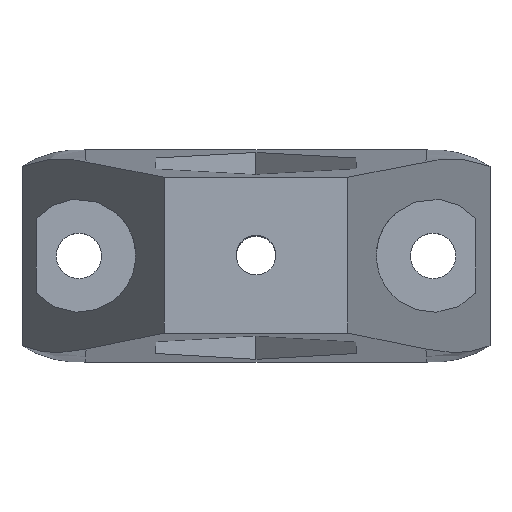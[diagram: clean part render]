
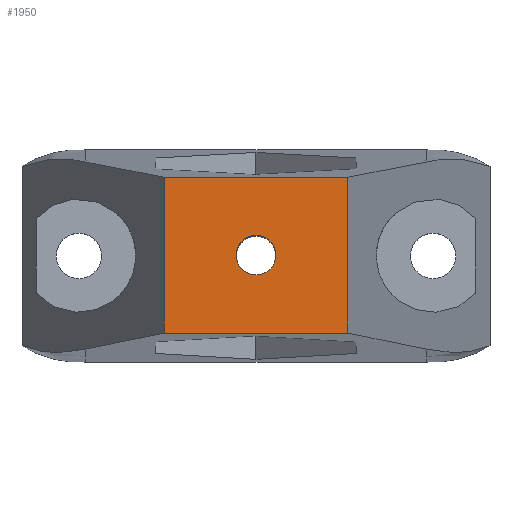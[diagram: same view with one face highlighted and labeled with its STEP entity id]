
A CAD part, top view. The second image highlights one B-rep face of the part: STEP entity #1950.
In plain terms, the highlighted planar face has unit normal (0, 0, 1).
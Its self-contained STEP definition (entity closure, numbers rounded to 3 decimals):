
#116 = PLANE('',#117);
#117 = AXIS2_PLACEMENT_3D('',#118,#119,#120);
#118 = CARTESIAN_POINT('',(0.,-6.595,
    15.834));
#119 = DIRECTION('',(0.,0.998,
    -0.057));
#120 = DIRECTION('',(0.,0.057,0.998));
#206 = PLANE('',#207);
#207 = AXIS2_PLACEMENT_3D('',#208,#209,#210);
#208 = CARTESIAN_POINT('',(17.465,-8.,-3.308));
#209 = DIRECTION('',(-0.961,-0.,-0.276));
#210 = DIRECTION('',(0.276,0.,-0.961));
#341 = PLANE('',#342);
#342 = AXIS2_PLACEMENT_3D('',#343,#344,#345);
#343 = CARTESIAN_POINT('',(-17.465,-8.,-3.308));
#344 = DIRECTION('',(0.961,0.,-0.276));
#345 = DIRECTION('',(0.276,0.,0.961));
#427 = PLANE('',#428);
#428 = AXIS2_PLACEMENT_3D('',#429,#430,#431);
#429 = CARTESIAN_POINT('',(0.,6.595,
    15.834));
#430 = DIRECTION('',(0.,0.998,
    0.057));
#431 = DIRECTION('',(0.,-0.057,
    0.998));
#603 = VERTEX_POINT('',#604);
#604 = CARTESIAN_POINT('',(-6.48,-5.5,35.));
#624 = EDGE_CURVE('',#625,#603,#627,.T.);
#625 = VERTEX_POINT('',#626);
#626 = CARTESIAN_POINT('',(6.48,-5.5,35.));
#627 = SURFACE_CURVE('',#628,(#632,#639),.PCURVE_S1.);
#628 = LINE('',#629,#630);
#629 = CARTESIAN_POINT('',(12.,-5.5,35.));
#630 = VECTOR('',#631,1.);
#631 = DIRECTION('',(-1.,0.,0.));
#632 = PCURVE('',#116,#633);
#633 = DEFINITIONAL_REPRESENTATION('',(#634),#638);
#634 = LINE('',#635,#636);
#635 = CARTESIAN_POINT('',(19.197,12.));
#636 = VECTOR('',#637,1.);
#637 = DIRECTION('',(0.,-1.));
#638 = ( GEOMETRIC_REPRESENTATION_CONTEXT(2) 
PARAMETRIC_REPRESENTATION_CONTEXT() REPRESENTATION_CONTEXT('2D SPACE',''
  ) );
#639 = PCURVE('',#640,#645);
#640 = PLANE('',#641);
#641 = AXIS2_PLACEMENT_3D('',#642,#643,#644);
#642 = CARTESIAN_POINT('',(6.48,5.5,35.));
#643 = DIRECTION('',(0.,0.,-1.));
#644 = DIRECTION('',(-1.,0.,0.));
#645 = DEFINITIONAL_REPRESENTATION('',(#646),#650);
#646 = LINE('',#647,#648);
#647 = CARTESIAN_POINT('',(-5.52,-11.));
#648 = VECTOR('',#649,1.);
#649 = DIRECTION('',(1.,0.));
#650 = ( GEOMETRIC_REPRESENTATION_CONTEXT(2) 
PARAMETRIC_REPRESENTATION_CONTEXT() REPRESENTATION_CONTEXT('2D SPACE',''
  ) );
#1017 = VERTEX_POINT('',#1018);
#1018 = CARTESIAN_POINT('',(-6.48,5.5,35.));
#1038 = EDGE_CURVE('',#1017,#1039,#1041,.T.);
#1039 = VERTEX_POINT('',#1040);
#1040 = CARTESIAN_POINT('',(6.48,5.5,35.));
#1041 = SURFACE_CURVE('',#1042,(#1046,#1053),.PCURVE_S1.);
#1042 = LINE('',#1043,#1044);
#1043 = CARTESIAN_POINT('',(-12.,5.5,35.));
#1044 = VECTOR('',#1045,1.);
#1045 = DIRECTION('',(1.,0.,0.));
#1046 = PCURVE('',#427,#1047);
#1047 = DEFINITIONAL_REPRESENTATION('',(#1048),#1052);
#1048 = LINE('',#1049,#1050);
#1049 = CARTESIAN_POINT('',(19.197,-12.));
#1050 = VECTOR('',#1051,1.);
#1051 = DIRECTION('',(0.,1.));
#1052 = ( GEOMETRIC_REPRESENTATION_CONTEXT(2) 
PARAMETRIC_REPRESENTATION_CONTEXT() REPRESENTATION_CONTEXT('2D SPACE',''
  ) );
#1053 = PCURVE('',#640,#1054);
#1054 = DEFINITIONAL_REPRESENTATION('',(#1055),#1059);
#1055 = LINE('',#1056,#1057);
#1056 = CARTESIAN_POINT('',(18.48,0.));
#1057 = VECTOR('',#1058,1.);
#1058 = DIRECTION('',(-1.,0.));
#1059 = ( GEOMETRIC_REPRESENTATION_CONTEXT(2) 
PARAMETRIC_REPRESENTATION_CONTEXT() REPRESENTATION_CONTEXT('2D SPACE',''
  ) );
#1319 = EDGE_CURVE('',#625,#1039,#1320,.T.);
#1320 = SURFACE_CURVE('',#1321,(#1325,#1332),.PCURVE_S1.);
#1321 = LINE('',#1322,#1323);
#1322 = CARTESIAN_POINT('',(6.48,-1.25,35.));
#1323 = VECTOR('',#1324,1.);
#1324 = DIRECTION('',(0.,1.,0.));
#1325 = PCURVE('',#206,#1326);
#1326 = DEFINITIONAL_REPRESENTATION('',(#1327),#1331);
#1327 = LINE('',#1328,#1329);
#1328 = CARTESIAN_POINT('',(-39.851,-6.75));
#1329 = VECTOR('',#1330,1.);
#1330 = DIRECTION('',(-0.,-1.));
#1331 = ( GEOMETRIC_REPRESENTATION_CONTEXT(2) 
PARAMETRIC_REPRESENTATION_CONTEXT() REPRESENTATION_CONTEXT('2D SPACE',''
  ) );
#1332 = PCURVE('',#640,#1333);
#1333 = DEFINITIONAL_REPRESENTATION('',(#1334),#1338);
#1334 = LINE('',#1335,#1336);
#1335 = CARTESIAN_POINT('',(0.,-6.75));
#1336 = VECTOR('',#1337,1.);
#1337 = DIRECTION('',(0.,1.));
#1338 = ( GEOMETRIC_REPRESENTATION_CONTEXT(2) 
PARAMETRIC_REPRESENTATION_CONTEXT() REPRESENTATION_CONTEXT('2D SPACE',''
  ) );
#1544 = EDGE_CURVE('',#603,#1017,#1545,.T.);
#1545 = SURFACE_CURVE('',#1546,(#1550,#1556),.PCURVE_S1.);
#1546 = LINE('',#1547,#1548);
#1547 = CARTESIAN_POINT('',(-6.48,-1.25,35.));
#1548 = VECTOR('',#1549,1.);
#1549 = DIRECTION('',(0.,1.,0.));
#1550 = PCURVE('',#341,#1551);
#1551 = DEFINITIONAL_REPRESENTATION('',(#1552),#1555);
#1552 = B_SPLINE_CURVE_WITH_KNOTS('',1,(#1553,#1554),.UNSPECIFIED.,.F.,
  .F.,(2,2),(-5.41,7.91),.PIECEWISE_BEZIER_KNOTS.);
#1553 = CARTESIAN_POINT('',(39.851,-1.34));
#1554 = CARTESIAN_POINT('',(39.851,-14.66));
#1555 = ( GEOMETRIC_REPRESENTATION_CONTEXT(2) 
PARAMETRIC_REPRESENTATION_CONTEXT() REPRESENTATION_CONTEXT('2D SPACE',''
  ) );
#1556 = PCURVE('',#640,#1557);
#1557 = DEFINITIONAL_REPRESENTATION('',(#1558),#1562);
#1558 = LINE('',#1559,#1560);
#1559 = CARTESIAN_POINT('',(12.961,-6.75));
#1560 = VECTOR('',#1561,1.);
#1561 = DIRECTION('',(0.,1.));
#1562 = ( GEOMETRIC_REPRESENTATION_CONTEXT(2) 
PARAMETRIC_REPRESENTATION_CONTEXT() REPRESENTATION_CONTEXT('2D SPACE',''
  ) );
#1950 = ADVANCED_FACE('',(#1951,#1957),#640,.F.);
#1951 = FACE_BOUND('',#1952,.F.);
#1952 = EDGE_LOOP('',(#1953,#1954,#1955,#1956));
#1953 = ORIENTED_EDGE('',*,*,#1038,.T.);
#1954 = ORIENTED_EDGE('',*,*,#1319,.F.);
#1955 = ORIENTED_EDGE('',*,*,#624,.T.);
#1956 = ORIENTED_EDGE('',*,*,#1544,.T.);
#1957 = FACE_BOUND('',#1958,.F.);
#1958 = EDGE_LOOP('',(#1959));
#1959 = ORIENTED_EDGE('',*,*,#1960,.T.);
#1960 = EDGE_CURVE('',#1961,#1961,#1963,.T.);
#1961 = VERTEX_POINT('',#1962);
#1962 = CARTESIAN_POINT('',(1.4,0.,35.));
#1963 = SURFACE_CURVE('',#1964,(#1969,#1980),.PCURVE_S1.);
#1964 = CIRCLE('',#1965,1.4);
#1965 = AXIS2_PLACEMENT_3D('',#1966,#1967,#1968);
#1966 = CARTESIAN_POINT('',(0.,0.,35.));
#1967 = DIRECTION('',(0.,0.,1.));
#1968 = DIRECTION('',(1.,0.,-0.));
#1969 = PCURVE('',#640,#1970);
#1970 = DEFINITIONAL_REPRESENTATION('',(#1971),#1979);
#1971 = ( BOUNDED_CURVE() B_SPLINE_CURVE(2,(#1972,#1973,#1974,#1975,
#1976,#1977,#1978),.UNSPECIFIED.,.F.,.F.) B_SPLINE_CURVE_WITH_KNOTS((1,2
    ,2,2,2,1),(-2.094,0.,2.094,4.189,
6.283,8.378),.UNSPECIFIED.) CURVE() 
GEOMETRIC_REPRESENTATION_ITEM() RATIONAL_B_SPLINE_CURVE((1.,0.5,1.,0.5,
1.,0.5,1.)) REPRESENTATION_ITEM('') );
#1972 = CARTESIAN_POINT('',(5.08,-5.5));
#1973 = CARTESIAN_POINT('',(5.08,-3.075));
#1974 = CARTESIAN_POINT('',(7.18,-4.288));
#1975 = CARTESIAN_POINT('',(9.28,-5.5));
#1976 = CARTESIAN_POINT('',(7.18,-6.712));
#1977 = CARTESIAN_POINT('',(5.08,-7.925));
#1978 = CARTESIAN_POINT('',(5.08,-5.5));
#1979 = ( GEOMETRIC_REPRESENTATION_CONTEXT(2) 
PARAMETRIC_REPRESENTATION_CONTEXT() REPRESENTATION_CONTEXT('2D SPACE',''
  ) );
#1980 = PCURVE('',#1981,#1986);
#1981 = CYLINDRICAL_SURFACE('',#1982,1.4);
#1982 = AXIS2_PLACEMENT_3D('',#1983,#1984,#1985);
#1983 = CARTESIAN_POINT('',(0.,0.,-1.));
#1984 = DIRECTION('',(0.,0.,1.));
#1985 = DIRECTION('',(1.,0.,0.));
#1986 = DEFINITIONAL_REPRESENTATION('',(#1987),#1991);
#1987 = LINE('',#1988,#1989);
#1988 = CARTESIAN_POINT('',(0.,36.));
#1989 = VECTOR('',#1990,1.);
#1990 = DIRECTION('',(1.,0.));
#1991 = ( GEOMETRIC_REPRESENTATION_CONTEXT(2) 
PARAMETRIC_REPRESENTATION_CONTEXT() REPRESENTATION_CONTEXT('2D SPACE',''
  ) );
